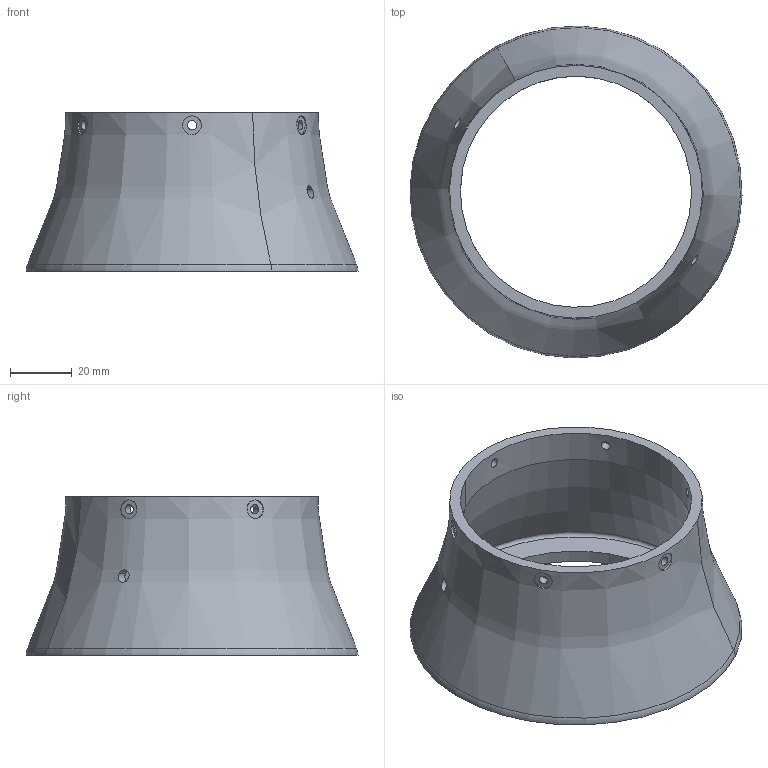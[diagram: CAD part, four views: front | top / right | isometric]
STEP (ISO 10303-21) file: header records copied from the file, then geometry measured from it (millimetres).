
FILE_DESCRIPTION(('CATIA V5 STEP Exchange'),'2;1');
FILE_NAME('Tuyere_Int_Av.stp','2020-09-29T14:01:14+00:00',('none'),('none'),'CATIA Version 5 Release 19 GA (IN-10)','CATIA V5 STEP AP203','none');
FILE_SCHEMA(('CONFIG_CONTROL_DESIGN'));
Length unit declared in the file: millimetre
Products named in the file (1): Tuyere_Int_Av
Bounding box: 107.21 x 107.21 x 51.12 mm (x, y, z)
Volume: 70253.6 mm3; surface area: 36421.4 mm2
Topology: 1 solids, 1 shells, 57 faces, 138 edges, 90 vertices
Faces by surface type: cylinder 40, plane 9, torus 6, revolution 2
Entity records: 1969 total; most frequent: CARTESIAN_POINT 721, ORIENTED_EDGE 276, DIRECTION 158, EDGE_CURVE 138, AXIS2_PLACEMENT_3D 91, EDGE_LOOP 90, VERTEX_POINT 90, CIRCLE 64
